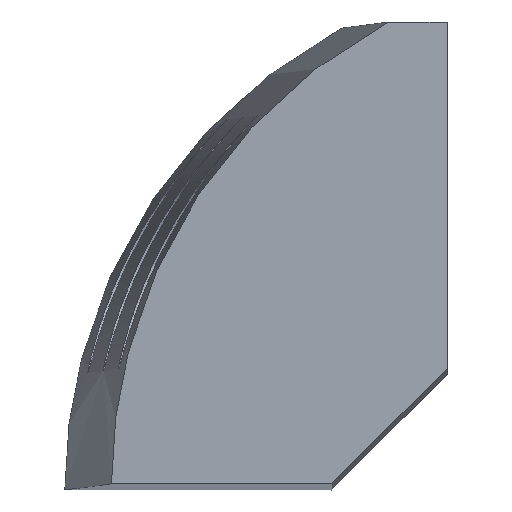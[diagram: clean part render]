
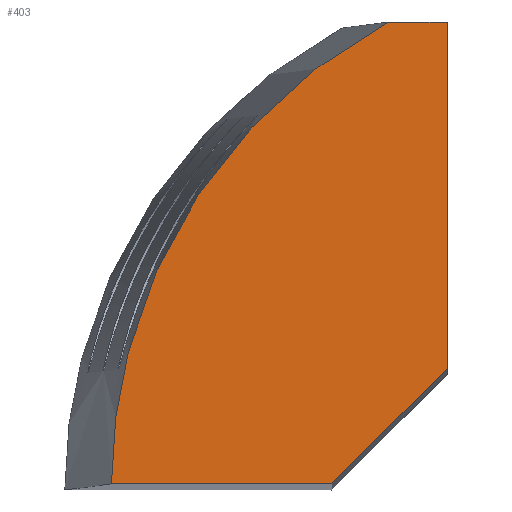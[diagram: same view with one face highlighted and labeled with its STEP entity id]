
A CAD part, top view. The second image highlights one B-rep face of the part: STEP entity #403.
In plain terms, the highlighted planar face has unit normal (0, 0, 1).
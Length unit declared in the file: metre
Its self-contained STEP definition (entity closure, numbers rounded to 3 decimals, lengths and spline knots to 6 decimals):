
#19=PLANE('',#461);
#58=LINE('',#760,#71);
#60=LINE('',#782,#73);
#64=LINE('',#790,#77);
#66=LINE('',#794,#79);
#71=VECTOR('',#519,1.);
#73=VECTOR('',#547,1.);
#77=VECTOR('',#555,1.);
#79=VECTOR('',#559,1.);
#143=ORIENTED_EDGE('',*,*,#197,.T.);
#144=ORIENTED_EDGE('',*,*,#211,.T.);
#145=ORIENTED_EDGE('',*,*,#209,.T.);
#146=ORIENTED_EDGE('',*,*,#205,.F.);
#147=ORIENTED_EDGE('',*,*,#172,.F.);
#172=EDGE_CURVE('',#217,#218,#253,.F.);
#197=EDGE_CURVE('',#217,#238,#58,.T.);
#205=EDGE_CURVE('',#218,#246,#60,.T.);
#209=EDGE_CURVE('',#248,#246,#64,.T.);
#211=EDGE_CURVE('',#238,#248,#66,.T.);
#217=VERTEX_POINT('',#592);
#218=VERTEX_POINT('',#594);
#238=VERTEX_POINT('',#759);
#246=VERTEX_POINT('',#783);
#248=VERTEX_POINT('',#791);
#253=ELLIPSE('',#429,0.02267,0.022668);
#295=EDGE_LOOP('',(#143,#144,#145,#146,#147));
#353=FACE_BOUND('',#295,.T.);
#403=ADVANCED_FACE('',(#353),#19,.T.);
#429=AXIS2_PLACEMENT_3D('',#593,#482,#483);
#461=AXIS2_PLACEMENT_3D('',#793,#557,#558);
#482=DIRECTION('',(0.,0.,1.));
#483=DIRECTION('',(-1.,0.,0.));
#519=DIRECTION('',(1.,0.,0.));
#547=DIRECTION('',(1.,0.,0.));
#555=DIRECTION('',(0.,1.,0.));
#557=DIRECTION('',(0.,0.,1.));
#558=DIRECTION('',(0.,-1.,0.));
#559=DIRECTION('',(0.707,0.707,0.));
#592=CARTESIAN_POINT('',(-0.024536,-0.01,0.296793));
#593=CARTESIAN_POINT('',(-0.001867,-0.01,0.296793));
#594=CARTESIAN_POINT('',(-0.012537,0.01,0.296793));
#759=CARTESIAN_POINT('',(-0.015,-0.01,0.296793));
#760=CARTESIAN_POINT('',(0.,-0.01,0.296793));
#782=CARTESIAN_POINT('',(0.,0.01,0.296793));
#783=CARTESIAN_POINT('',(-0.01,0.01,0.296793));
#790=CARTESIAN_POINT('',(-0.01,-0.010002,0.296793));
#791=CARTESIAN_POINT('',(-0.01,-0.005,0.296793));
#793=CARTESIAN_POINT('',(0.,-0.017,0.296793));
#794=CARTESIAN_POINT('',(-0.011,-0.006,0.296793));
